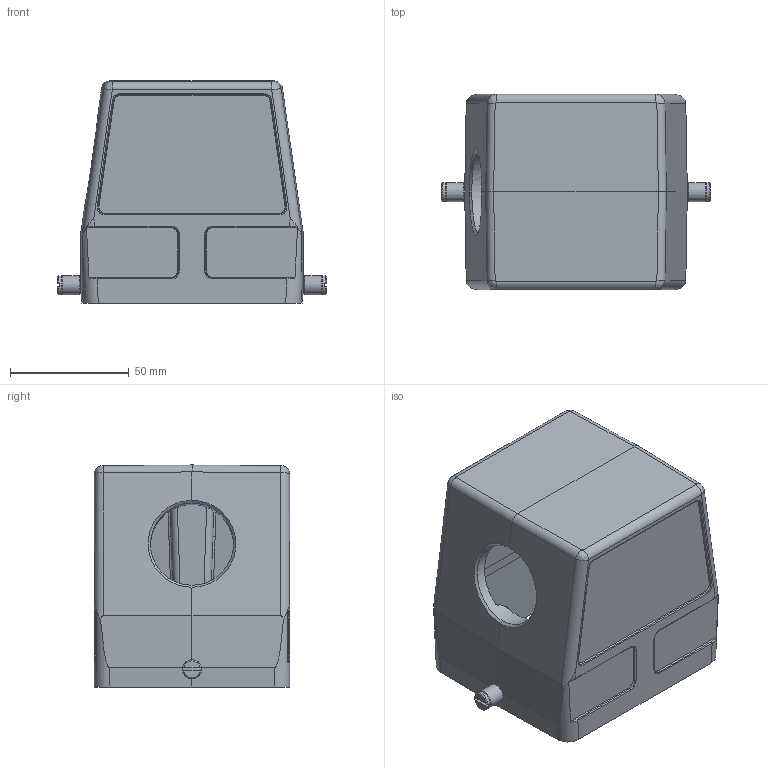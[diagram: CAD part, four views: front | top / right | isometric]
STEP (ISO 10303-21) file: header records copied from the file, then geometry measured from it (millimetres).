
FILE_DESCRIPTION(/* description */ (''),/* implementation_level */ '2;1');
FILE_NAME(/* name */ 'H32B-SE-2B-XXX.stp',/* time_stamp */ '2022-09-04T10:19:44+08:00',/* author */ (''),/* organization */ (''),/* preprocessor_version */ 'ST-DEVELOPER v16',/* originating_system */ 'SIEMENS PLM Software NX 10.0',/* authorisation */ '');
FILE_SCHEMA (('AUTOMOTIVE_DESIGN { 1 0 10303 214 3 1 1 1 }'));
Length unit declared in the file: millimetre
Products named in the file (1): Admi14A87516cpqs
Bounding box: 113.79 x 82.3 x 93.6 mm (x, y, z)
Volume: 160444.1 mm3; surface area: 71760.2 mm2
Topology: 1 solids, 1 shells, 453 faces, 1127 edges, 679 vertices
Faces by surface type: cylinder 197, plane 139, bspline 79, sphere 18, cone 14, torus 6
Full cylindrical faces by diameter (mm): 3.482 x8, 5 x2, 6.1 x2, 6.2 x2, 8 x4, 35 x1
Entity records: 14675 total; most frequent: CARTESIAN_POINT 4243, DIRECTION 2250, ORIENTED_EDGE 2140, EDGE_CURVE 1070, AXIS2_PLACEMENT_3D 881, VERTEX_POINT 665, EDGE_LOOP 501, LINE 488
